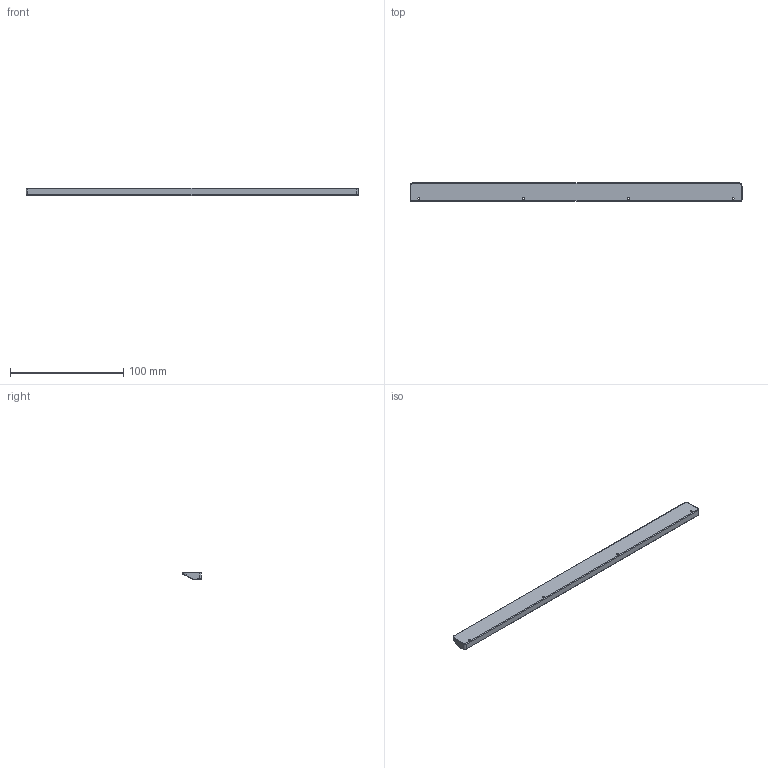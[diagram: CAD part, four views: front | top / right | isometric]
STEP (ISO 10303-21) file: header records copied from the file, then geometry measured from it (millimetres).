
FILE_DESCRIPTION(/* description */ (''),/* implementation_level */ '2;1');
FILE_NAME(/* name */ 'ACCENT_V2.step',/* time_stamp */ '2020-11-25T08:41:13+00:00',/* author */ (''),/* organization */ (''),/* preprocessor_version */ 'ST-DEVELOPER v18.1',/* originating_system */ 'Autodesk Translation Framework v9.3.0.1241',/* authorisation */ '');
FILE_SCHEMA (('AUTOMOTIVE_DESIGN { 1 0 10303 214 3 1 1 }'));
Length unit declared in the file: millimetre
Products named in the file (1): Accent
Bounding box: 292.85 x 16.47 x 6.73 mm (x, y, z)
Volume: 24984.7 mm3; surface area: 12413.4 mm2
Topology: 1 solids, 1 shells, 44 faces, 94 edges, 56 vertices
Faces by surface type: cylinder 23, plane 11, torus 6, bspline 4
Full cylindrical faces by diameter (mm): 1.8 x4, 3.2 x4
Entity records: 1327 total; most frequent: CARTESIAN_POINT 291, DIRECTION 232, ORIENTED_EDGE 188, AXIS2_PLACEMENT_3D 97, EDGE_CURVE 94, EDGE_LOOP 56, VERTEX_POINT 56, FACE_OUTER_BOUND 44
